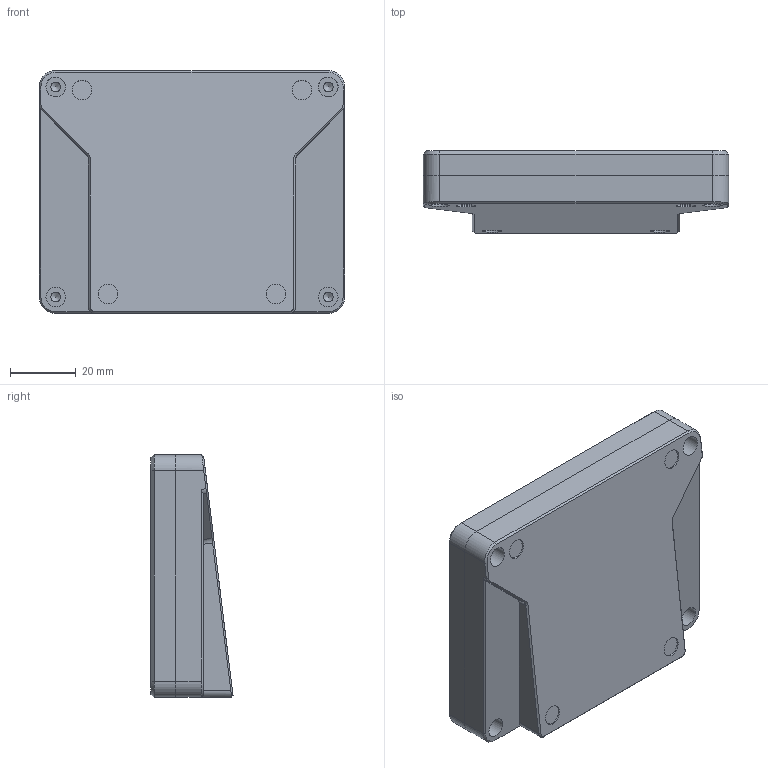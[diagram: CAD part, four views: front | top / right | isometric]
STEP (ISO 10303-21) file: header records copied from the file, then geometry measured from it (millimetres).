
FILE_DESCRIPTION(/* description */ (''),/* implementation_level */ '2;1');
FILE_NAME(/* name */ 'pad.step',/* time_stamp */ '2021-01-04T15:42:52+01:00',/* author */ (''),/* organization */ (''),/* preprocessor_version */ 'ST-DEVELOPER v18.1',/* originating_system */ 'Autodesk Translation Framework v9.7.1.1290',/* authorisation */ '');
FILE_SCHEMA (('AUTOMOTIVE_DESIGN { 1 0 10303 214 3 1 1 }'));
Length unit declared in the file: millimetre
Products named in the file (4): Macropad; Top; Plate; Bottom
Assembly tree (3 placements, depth 2):
  Macropad
    Top
    Plate
    Bottom
Bounding box: 93.2 x 25.04 x 74.15 mm (x, y, z)
Volume: 66670.4 mm3; surface area: 35057.2 mm2
Topology: 3 solids, 3 shells, 329 faces, 898 edges, 584 vertices
Faces by surface type: plane 155, cylinder 146, cone 20, bspline 8
Full cylindrical faces by diameter (mm): 2 x4, 3 x8, 6 x8
Entity records: 10775 total; most frequent: CARTESIAN_POINT 2018, DIRECTION 1842, ORIENTED_EDGE 1788, EDGE_CURVE 894, AXIS2_PLACEMENT_3D 636, VERTEX_POINT 584, LINE 570, VECTOR 570
